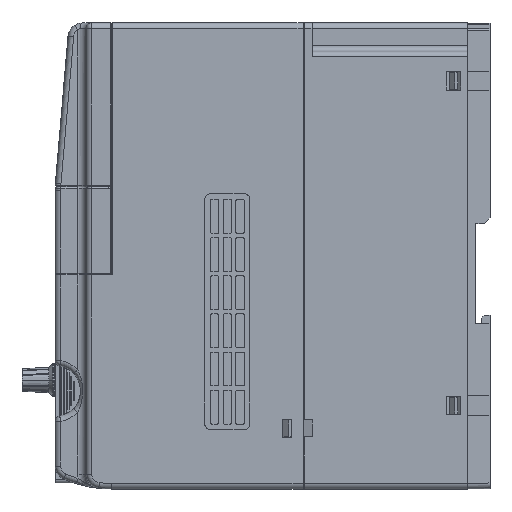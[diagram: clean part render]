
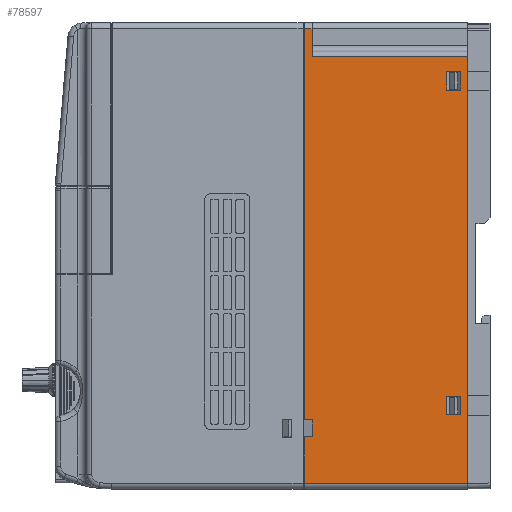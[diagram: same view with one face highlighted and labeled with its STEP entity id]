
A CAD part, left-side view. The second image highlights one B-rep face of the part: STEP entity #78597.
In plain terms, the highlighted planar face has unit normal (-1, 0, 0).
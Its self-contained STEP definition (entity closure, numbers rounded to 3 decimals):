
#22 = VERTEX_POINT ( 'NONE', #47997 ) ;
#55 = ORIENTED_EDGE ( 'NONE', *, *, #21621, .T. ) ;
#282 = PLANE ( 'NONE',  #581 ) ;
#581 = AXIS2_PLACEMENT_3D ( 'NONE', #52447, #58424, #48726 ) ;
#603 = CARTESIAN_POINT ( 'NONE',  ( -10.5, 15.4, -17.25 ) ) ;
#1498 = DIRECTION ( 'NONE',  ( 0., 0., -1. ) ) ;
#2714 = CARTESIAN_POINT ( 'NONE',  ( -10.5, 8., -5.5 ) ) ;
#3430 = VECTOR ( 'NONE', #1498, 1000. ) ;
#3961 = LINE ( 'NONE', #34149, #48691 ) ;
#4399 = LINE ( 'NONE', #34976, #34329 ) ;
#4961 = VERTEX_POINT ( 'NONE', #56329 ) ;
#5091 = EDGE_CURVE ( 'NONE', #37312, #47468, #57909, .T. ) ;
#6556 = VERTEX_POINT ( 'NONE', #41217 ) ;
#6805 = DIRECTION ( 'NONE',  ( 0., 0., -1. ) ) ;
#6871 = EDGE_CURVE ( 'NONE', #75643, #4961, #29581, .T. ) ;
#6937 = VERTEX_POINT ( 'NONE', #22889 ) ;
#7204 = EDGE_CURVE ( 'NONE', #4961, #28492, #4399, .T. ) ;
#8050 = CARTESIAN_POINT ( 'NONE',  ( -10.5, 65.8, 4.5 ) ) ;
#9987 = FACE_BOUND ( 'NONE', #59807, .T. ) ;
#10079 = VECTOR ( 'NONE', #41255, 1000. ) ;
#11260 = ORIENTED_EDGE ( 'NONE', *, *, #44947, .T. ) ;
#11335 = CARTESIAN_POINT ( 'NONE',  ( -10.5, 10.4, -132.25 ) ) ;
#12565 = VECTOR ( 'NONE', #69431, 1000. ) ;
#13426 = CARTESIAN_POINT ( 'NONE',  ( -10.5, 65.8, -140. ) ) ;
#14386 = VECTOR ( 'NONE', #20839, 1000. ) ;
#15084 = CARTESIAN_POINT ( 'NONE',  ( -10.5, 10.4, -17.25 ) ) ;
#15961 = LINE ( 'NONE', #65557, #19351 ) ;
#16076 = CARTESIAN_POINT ( 'NONE',  ( -10.5, 10.4, -132.25 ) ) ;
#16274 = CARTESIAN_POINT ( 'NONE',  ( -10.5, 63., -5.5 ) ) ;
#16368 = LINE ( 'NONE', #29411, #18868 ) ;
#16959 = EDGE_LOOP ( 'NONE', ( #19190, #34262, #48770, #47900 ) ) ;
#17041 = LINE ( 'NONE', #16274, #10079 ) ;
#17937 = CARTESIAN_POINT ( 'NONE',  ( -10.5, 65.8, -156.5 ) ) ;
#18336 = EDGE_CURVE ( 'NONE', #6937, #63983, #74645, .T. ) ;
#18719 = EDGE_CURVE ( 'NONE', #22, #75643, #57750, .T. ) ;
#18741 = CARTESIAN_POINT ( 'NONE',  ( -10.5, 10.4, -10.75 ) ) ;
#18868 = VECTOR ( 'NONE', #77492, 1000. ) ;
#19190 = ORIENTED_EDGE ( 'NONE', *, *, #44429, .T. ) ;
#19351 = VECTOR ( 'NONE', #58827, 1000. ) ;
#20839 = DIRECTION ( 'NONE',  ( 0., 0., -1. ) ) ;
#21286 = VERTEX_POINT ( 'NONE', #58161 ) ;
#21564 = DIRECTION ( 'NONE',  ( 0., -1., 0. ) ) ;
#21621 = EDGE_CURVE ( 'NONE', #44486, #37312, #41754, .T. ) ;
#22259 = EDGE_CURVE ( 'NONE', #76528, #21286, #43984, .T. ) ;
#22889 = CARTESIAN_POINT ( 'NONE',  ( -10.5, 10.4, -17.25 ) ) ;
#23114 = DIRECTION ( 'NONE',  ( 0., 0., 1. ) ) ;
#23150 = CARTESIAN_POINT ( 'NONE',  ( -10.5, 15.4, -125.75 ) ) ;
#23378 = ORIENTED_EDGE ( 'NONE', *, *, #33317, .F. ) ;
#23593 = CARTESIAN_POINT ( 'NONE',  ( -10.5, 65.8, 4.5 ) ) ;
#23647 = LINE ( 'NONE', #67284, #43548 ) ;
#23761 = ORIENTED_EDGE ( 'NONE', *, *, #49780, .T. ) ;
#24156 = ORIENTED_EDGE ( 'NONE', *, *, #38963, .T. ) ;
#26579 = CARTESIAN_POINT ( 'NONE',  ( -10.5, 63., -140. ) ) ;
#26650 = LINE ( 'NONE', #18741, #36273 ) ;
#27107 = LINE ( 'NONE', #8050, #74740 ) ;
#28492 = VERTEX_POINT ( 'NONE', #23150 ) ;
#29054 = CARTESIAN_POINT ( 'NONE',  ( -10.5, 8., -156.5 ) ) ;
#29411 = CARTESIAN_POINT ( 'NONE',  ( -10.5, 15.4, -10.75 ) ) ;
#29581 = LINE ( 'NONE', #11335, #60910 ) ;
#30955 = VERTEX_POINT ( 'NONE', #39294 ) ;
#31262 = VECTOR ( 'NONE', #23114, 1000. ) ;
#31301 = EDGE_LOOP ( 'NONE', ( #57185, #67253, #62987, #55, #33336, #11260, #23378, #59413, #74991, #23761 ) ) ;
#32876 = ORIENTED_EDGE ( 'NONE', *, *, #6871, .T. ) ;
#33042 = CARTESIAN_POINT ( 'NONE',  ( -10.5, 8., -5.5 ) ) ;
#33317 = EDGE_CURVE ( 'NONE', #72189, #30955, #27107, .T. ) ;
#33336 = ORIENTED_EDGE ( 'NONE', *, *, #5091, .T. ) ;
#34073 = VERTEX_POINT ( 'NONE', #64902 ) ;
#34149 = CARTESIAN_POINT ( 'NONE',  ( -10.5, 15.4, -17.25 ) ) ;
#34262 = ORIENTED_EDGE ( 'NONE', *, *, #61192, .T. ) ;
#34329 = VECTOR ( 'NONE', #44625, 1000. ) ;
#34634 = VERTEX_POINT ( 'NONE', #26579 ) ;
#34976 = CARTESIAN_POINT ( 'NONE',  ( -10.5, 15.4, -132.25 ) ) ;
#35043 = VECTOR ( 'NONE', #78096, 1000. ) ;
#36273 = VECTOR ( 'NONE', #6805, 1000. ) ;
#36439 = FACE_OUTER_BOUND ( 'NONE', #31301, .T. ) ;
#37312 = VERTEX_POINT ( 'NONE', #33042 ) ;
#38911 = DIRECTION ( 'NONE',  ( 0., 1., 0. ) ) ;
#38963 = EDGE_CURVE ( 'NONE', #28492, #22, #23647, .T. ) ;
#39294 = CARTESIAN_POINT ( 'NONE',  ( -10.5, 63., 4.5 ) ) ;
#39665 = CARTESIAN_POINT ( 'NONE',  ( -10.5, 15.4, -10.75 ) ) ;
#39727 = VECTOR ( 'NONE', #59951, 1000. ) ;
#40221 = CARTESIAN_POINT ( 'NONE',  ( -10.5, 65.8, -140. ) ) ;
#41217 = CARTESIAN_POINT ( 'NONE',  ( -10.5, 10.4, -10.75 ) ) ;
#41255 = DIRECTION ( 'NONE',  ( 0., 0., 1. ) ) ;
#41505 = DIRECTION ( 'NONE',  ( 0., -1., 0. ) ) ;
#41691 = CARTESIAN_POINT ( 'NONE',  ( -10.5, 65.8, -134. ) ) ;
#41754 = LINE ( 'NONE', #29054, #31262 ) ;
#42646 = CARTESIAN_POINT ( 'NONE',  ( -10.5, 63., -5.5 ) ) ;
#43548 = VECTOR ( 'NONE', #41505, 1000. ) ;
#43984 = LINE ( 'NONE', #13426, #3430 ) ;
#44429 = EDGE_CURVE ( 'NONE', #72015, #6556, #16368, .T. ) ;
#44486 = VERTEX_POINT ( 'NONE', #53650 ) ;
#44625 = DIRECTION ( 'NONE',  ( 0., 0., 1. ) ) ;
#44645 = CARTESIAN_POINT ( 'NONE',  ( -10.5, 10.4, -125.75 ) ) ;
#44947 = EDGE_CURVE ( 'NONE', #47468, #30955, #17041, .T. ) ;
#46095 = FACE_BOUND ( 'NONE', #16959, .T. ) ;
#47468 = VERTEX_POINT ( 'NONE', #42646 ) ;
#47900 = ORIENTED_EDGE ( 'NONE', *, *, #51321, .T. ) ;
#47997 = CARTESIAN_POINT ( 'NONE',  ( -10.5, 10.4, -125.75 ) ) ;
#48691 = VECTOR ( 'NONE', #77412, 1000. ) ;
#48726 = DIRECTION ( 'NONE',  ( 0., 0., 1. ) ) ;
#48770 = ORIENTED_EDGE ( 'NONE', *, *, #18336, .T. ) ;
#49076 = LINE ( 'NONE', #53867, #35043 ) ;
#49463 = VECTOR ( 'NONE', #59253, 1000. ) ;
#49780 = EDGE_CURVE ( 'NONE', #34073, #34634, #15961, .T. ) ;
#51321 = EDGE_CURVE ( 'NONE', #63983, #72015, #3961, .T. ) ;
#52447 = CARTESIAN_POINT ( 'NONE',  ( -10.5, 8., -158.5 ) ) ;
#53238 = EDGE_CURVE ( 'NONE', #72189, #78488, #49076, .T. ) ;
#53650 = CARTESIAN_POINT ( 'NONE',  ( -10.5, 8., -156.5 ) ) ;
#53867 = CARTESIAN_POINT ( 'NONE',  ( -10.5, 65.8, 4.5 ) ) ;
#54067 = DIRECTION ( 'NONE',  ( 0., -1., 0. ) ) ;
#55238 = LINE ( 'NONE', #17937, #62183 ) ;
#56329 = CARTESIAN_POINT ( 'NONE',  ( -10.5, 15.4, -132.25 ) ) ;
#57185 = ORIENTED_EDGE ( 'NONE', *, *, #73589, .F. ) ;
#57750 = LINE ( 'NONE', #44645, #14386 ) ;
#57909 = LINE ( 'NONE', #2714, #12565 ) ;
#57949 = ORIENTED_EDGE ( 'NONE', *, *, #7204, .T. ) ;
#58161 = CARTESIAN_POINT ( 'NONE',  ( -10.5, 65.8, -156.5 ) ) ;
#58424 = DIRECTION ( 'NONE',  ( -1., 0., 0. ) ) ;
#58827 = DIRECTION ( 'NONE',  ( 0., 0., -1. ) ) ;
#58856 = LINE ( 'NONE', #40221, #49463 ) ;
#59253 = DIRECTION ( 'NONE',  ( 0., -1., 0. ) ) ;
#59413 = ORIENTED_EDGE ( 'NONE', *, *, #53238, .T. ) ;
#59775 = DIRECTION ( 'NONE',  ( 0., 1., 0. ) ) ;
#59807 = EDGE_LOOP ( 'NONE', ( #32876, #57949, #24156, #69777 ) ) ;
#59951 = DIRECTION ( 'NONE',  ( 0., -1., 0. ) ) ;
#60742 = LINE ( 'NONE', #41691, #39727 ) ;
#60910 = VECTOR ( 'NONE', #59775, 1000. ) ;
#61192 = EDGE_CURVE ( 'NONE', #6556, #6937, #26650, .T. ) ;
#62183 = VECTOR ( 'NONE', #54067, 1000. ) ;
#62987 = ORIENTED_EDGE ( 'NONE', *, *, #73706, .T. ) ;
#63983 = VERTEX_POINT ( 'NONE', #603 ) ;
#64902 = CARTESIAN_POINT ( 'NONE',  ( -10.5, 63., -134. ) ) ;
#65076 = VECTOR ( 'NONE', #38911, 1000. ) ;
#65557 = CARTESIAN_POINT ( 'NONE',  ( -10.5, 63., -134. ) ) ;
#67253 = ORIENTED_EDGE ( 'NONE', *, *, #22259, .T. ) ;
#67284 = CARTESIAN_POINT ( 'NONE',  ( -10.5, 15.4, -125.75 ) ) ;
#69431 = DIRECTION ( 'NONE',  ( 0., 1., 0. ) ) ;
#69777 = ORIENTED_EDGE ( 'NONE', *, *, #18719, .T. ) ;
#71372 = CARTESIAN_POINT ( 'NONE',  ( -10.5, 65.8, -140. ) ) ;
#72015 = VERTEX_POINT ( 'NONE', #39665 ) ;
#72189 = VERTEX_POINT ( 'NONE', #23593 ) ;
#73589 = EDGE_CURVE ( 'NONE', #76528, #34634, #58856, .T. ) ;
#73706 = EDGE_CURVE ( 'NONE', #21286, #44486, #55238, .T. ) ;
#74320 = CARTESIAN_POINT ( 'NONE',  ( -10.5, 65.8, -134. ) ) ;
#74645 = LINE ( 'NONE', #15084, #65076 ) ;
#74740 = VECTOR ( 'NONE', #21564, 1000. ) ;
#74991 = ORIENTED_EDGE ( 'NONE', *, *, #77114, .T. ) ;
#75643 = VERTEX_POINT ( 'NONE', #16076 ) ;
#76528 = VERTEX_POINT ( 'NONE', #71372 ) ;
#77114 = EDGE_CURVE ( 'NONE', #78488, #34073, #60742, .T. ) ;
#77412 = DIRECTION ( 'NONE',  ( 0., 0., 1. ) ) ;
#77492 = DIRECTION ( 'NONE',  ( 0., -1., 0. ) ) ;
#78096 = DIRECTION ( 'NONE',  ( 0., 0., -1. ) ) ;
#78488 = VERTEX_POINT ( 'NONE', #74320 ) ;
#78597 = ADVANCED_FACE ( 'NONE', ( #9987, #46095, #36439 ), #282, .T. ) ;
